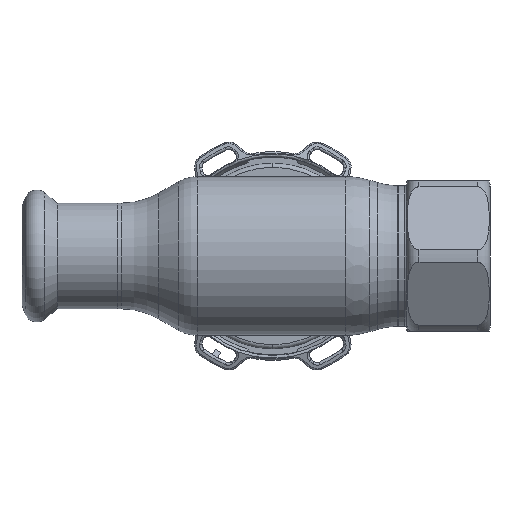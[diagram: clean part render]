
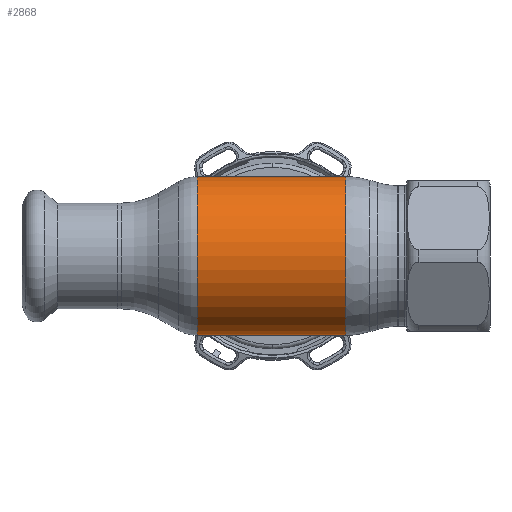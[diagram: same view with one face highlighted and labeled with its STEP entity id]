
A CAD part, front view. The second image highlights one B-rep face of the part: STEP entity #2868.
In plain terms, the highlighted cylindrical face has radius 19 mm (diameter 38 mm), a partial arc.
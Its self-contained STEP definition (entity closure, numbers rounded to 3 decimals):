
#28 = DIRECTION ( 'NONE',  ( -1., 0., 0. ) ) ;
#1199 = VERTEX_POINT ( 'NONE', #4644 ) ;
#2868 = ADVANCED_FACE ( 'NONE', ( #30475 ), #17445, .T. ) ;
#4523 = VECTOR ( 'NONE', #26134, 1000. ) ;
#4644 = CARTESIAN_POINT ( 'NONE',  ( -18.088, 0., -19. ) ) ;
#5620 = EDGE_CURVE ( 'NONE', #18489, #22501, #23375, .T. ) ;
#6323 = CARTESIAN_POINT ( 'NONE',  ( -18.088, 0., 0. ) ) ;
#7147 = CIRCLE ( 'NONE', #29378, 19. ) ;
#7341 = EDGE_CURVE ( 'NONE', #19111, #1199, #23761, .T. ) ;
#8393 = EDGE_CURVE ( 'NONE', #1199, #22501, #7147, .T. ) ;
#12536 = CARTESIAN_POINT ( 'NONE',  ( 17.411, 0., 19. ) ) ;
#12904 = EDGE_CURVE ( 'NONE', #19111, #18489, #26813, .T. ) ;
#14928 = CARTESIAN_POINT ( 'NONE',  ( -62.69, 0., 19. ) ) ;
#15484 = DIRECTION ( 'NONE',  ( -1., 0., 0. ) ) ;
#15802 = VECTOR ( 'NONE', #15484, 1000. ) ;
#16155 = ORIENTED_EDGE ( 'NONE', *, *, #5620, .T. ) ;
#17312 = DIRECTION ( 'NONE',  ( 0., 0., 1. ) ) ;
#17445 = CYLINDRICAL_SURFACE ( 'NONE', #23137, 19. ) ;
#17688 = DIRECTION ( 'NONE',  ( -1., 0., 0. ) ) ;
#18489 = VERTEX_POINT ( 'NONE', #12536 ) ;
#19111 = VERTEX_POINT ( 'NONE', #33695 ) ;
#19837 = CARTESIAN_POINT ( 'NONE',  ( -18.088, 0., 19. ) ) ;
#20597 = CARTESIAN_POINT ( 'NONE',  ( -62.69, 0., 0. ) ) ;
#22501 = VERTEX_POINT ( 'NONE', #19837 ) ;
#23137 = AXIS2_PLACEMENT_3D ( 'NONE', #20597, #31016, #28457 ) ;
#23375 = LINE ( 'NONE', #14928, #4523 ) ;
#23737 = EDGE_LOOP ( 'NONE', ( #26440, #28889, #16155, #27689 ) ) ;
#23761 = LINE ( 'NONE', #26515, #15802 ) ;
#25098 = CARTESIAN_POINT ( 'NONE',  ( 17.411, 0., 0. ) ) ;
#25280 = DIRECTION ( 'NONE',  ( 0., 0., 1. ) ) ;
#26134 = DIRECTION ( 'NONE',  ( -1., 0., 0. ) ) ;
#26440 = ORIENTED_EDGE ( 'NONE', *, *, #7341, .F. ) ;
#26515 = CARTESIAN_POINT ( 'NONE',  ( -62.69, 0., -19. ) ) ;
#26813 = CIRCLE ( 'NONE', #34946, 19. ) ;
#27689 = ORIENTED_EDGE ( 'NONE', *, *, #8393, .F. ) ;
#28457 = DIRECTION ( 'NONE',  ( 0., 0., 1. ) ) ;
#28889 = ORIENTED_EDGE ( 'NONE', *, *, #12904, .T. ) ;
#29378 = AXIS2_PLACEMENT_3D ( 'NONE', #6323, #17688, #17312 ) ;
#30475 = FACE_OUTER_BOUND ( 'NONE', #23737, .T. ) ;
#31016 = DIRECTION ( 'NONE',  ( -1., 0., 0. ) ) ;
#33695 = CARTESIAN_POINT ( 'NONE',  ( 17.411, 0., -19. ) ) ;
#34946 = AXIS2_PLACEMENT_3D ( 'NONE', #25098, #28, #25280 ) ;
